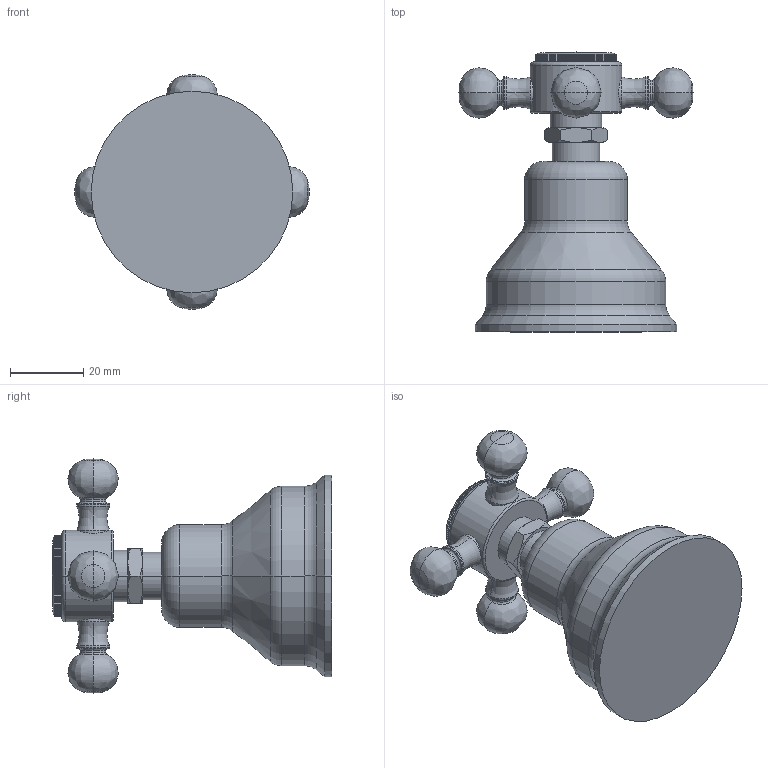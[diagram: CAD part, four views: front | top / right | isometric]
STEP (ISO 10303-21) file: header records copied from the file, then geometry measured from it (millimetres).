
FILE_DESCRIPTION((''),'2;1');
FILE_NAME('VLV150CR','2021-11-11T08:44:52',('ut3'),('PAFFONI SpA'),'CREO PARAMETRIC BY PTC INC, 2020044','CREO PARAMETRIC BY PTC INC, 2020044','');
FILE_SCHEMA(('CONFIG_CONTROL_DESIGN','SHAPE_APPEARANCE_LAYERS_GROUPS'));
Length unit declared in the file: millimetre
Products named in the file (1): VLV150CR
Bounding box: 64.07 x 76.4 x 64.07 mm (x, y, z)
Volume: 73616.9 mm3; surface area: 14347.3 mm2
Topology: 1 solids, 1 shells, 435 faces, 1182 edges, 751 vertices
Faces by surface type: plane 217, cylinder 138, torus 46, cone 16, sphere 10, bspline 8
Entity records: 18030 total; most frequent: CARTESIAN_POINT 3676, ORIENTED_EDGE 2344, DIRECTION 2188, EDGE_CURVE 1172, AXIS2_PLACEMENT_3D 823, VERTEX_POINT 751, VECTOR 542, LINE 542
